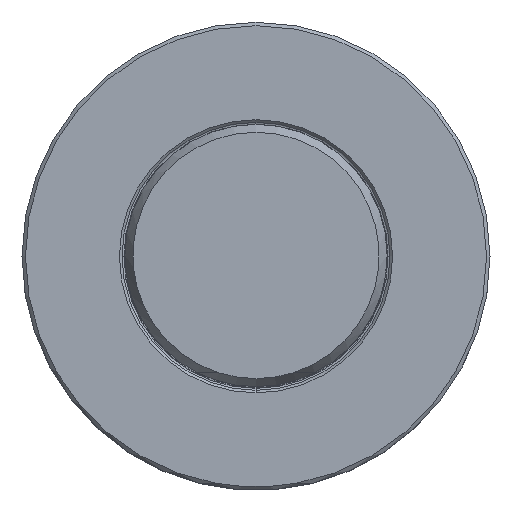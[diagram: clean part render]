
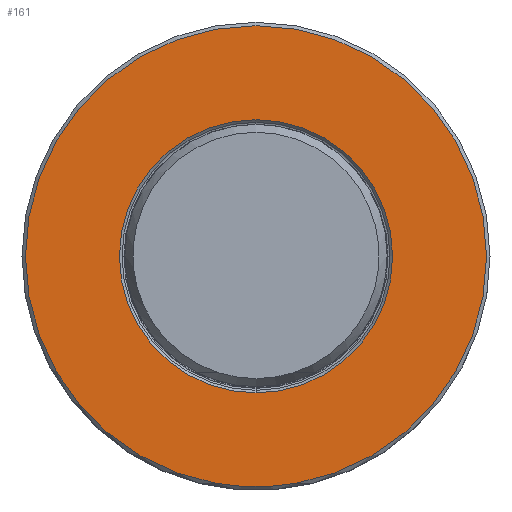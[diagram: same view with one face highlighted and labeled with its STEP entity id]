
A CAD part, top view. The second image highlights one B-rep face of the part: STEP entity #161.
In plain terms, the highlighted planar face has unit normal (0, 0, 1).
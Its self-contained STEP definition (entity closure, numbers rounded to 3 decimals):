
#28=FACE_BOUND('',#311,.T.);
#29=FACE_BOUND('',#312,.T.);
#33=PLANE('',#1331);
#161=ADVANCED_FACE('',(#28,#29),#33,.T.);
#311=EDGE_LOOP('',(#542,#543,#544));
#312=EDGE_LOOP('',(#545,#546));
#542=ORIENTED_EDGE('',*,*,#823,.F.);
#543=ORIENTED_EDGE('',*,*,#826,.F.);
#544=ORIENTED_EDGE('',*,*,#825,.F.);
#545=ORIENTED_EDGE('',*,*,#827,.F.);
#546=ORIENTED_EDGE('',*,*,#828,.F.);
#690=VERTEX_POINT('',#2798);
#691=VERTEX_POINT('',#2800);
#692=VERTEX_POINT('',#2809);
#693=VERTEX_POINT('',#2813);
#694=VERTEX_POINT('',#2814);
#823=EDGE_CURVE('',#690,#691,#986,.T.);
#825=EDGE_CURVE('',#691,#692,#987,.T.);
#826=EDGE_CURVE('',#692,#690,#988,.T.);
#827=EDGE_CURVE('',#693,#694,#989,.T.);
#828=EDGE_CURVE('',#694,#693,#990,.T.);
#986=CIRCLE('',#1324,33.5);
#987=CIRCLE('',#1326,33.5);
#988=CIRCLE('',#1327,33.5);
#989=CIRCLE('',#1329,19.85);
#990=CIRCLE('',#1330,19.85);
#1324=AXIS2_PLACEMENT_3D('',#2799,#1619,#1620);
#1326=AXIS2_PLACEMENT_3D('',#2808,#1623,#1624);
#1327=AXIS2_PLACEMENT_3D('',#2810,#1625,#1626);
#1329=AXIS2_PLACEMENT_3D('',#2812,#1629,#1630);
#1330=AXIS2_PLACEMENT_3D('',#2815,#1631,#1632);
#1331=AXIS2_PLACEMENT_3D('',#2816,#1633,#1634);
#1619=DIRECTION('',(0.,0.,-1.));
#1620=DIRECTION('',(0.172,-0.985,0.));
#1623=DIRECTION('',(0.,0.,-1.));
#1624=DIRECTION('',(-0.172,-0.985,0.));
#1625=DIRECTION('',(0.,0.,-1.));
#1626=DIRECTION('',(0.,1.,0.));
#1629=DIRECTION('',(0.,0.,1.));
#1630=DIRECTION('',(0.,-1.,0.));
#1631=DIRECTION('',(0.,0.,1.));
#1632=DIRECTION('',(0.,1.,0.));
#1633=DIRECTION('',(0.,0.,1.));
#1634=DIRECTION('',(0.,1.,0.));
#2798=CARTESIAN_POINT('',(5.766,-33.,0.));
#2799=CARTESIAN_POINT('',(0.,0.,0.));
#2800=CARTESIAN_POINT('',(-5.766,-33.,0.));
#2808=CARTESIAN_POINT('',(0.,0.,0.));
#2809=CARTESIAN_POINT('',(0.,33.5,0.));
#2810=CARTESIAN_POINT('',(0.,0.,0.));
#2812=CARTESIAN_POINT('',(0.,0.,0.));
#2813=CARTESIAN_POINT('',(0.,-19.85,0.));
#2814=CARTESIAN_POINT('',(0.,19.85,0.));
#2815=CARTESIAN_POINT('',(0.,0.,0.));
#2816=CARTESIAN_POINT('',(0.,0.,0.));
